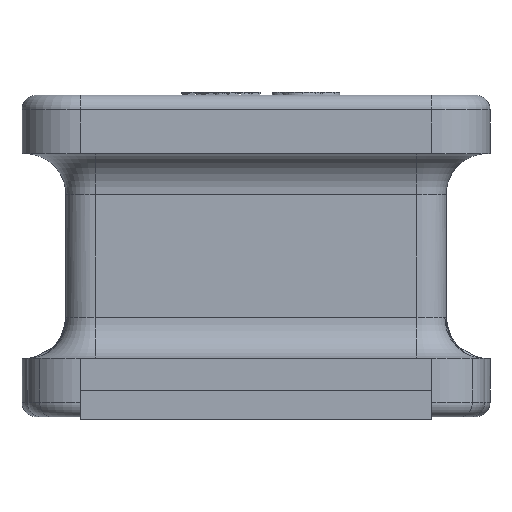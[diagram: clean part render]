
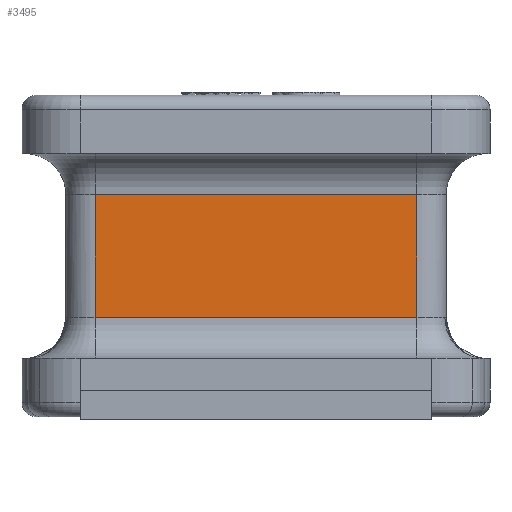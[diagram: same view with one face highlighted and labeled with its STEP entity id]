
A CAD part, left-side view. The second image highlights one B-rep face of the part: STEP entity #3495.
In plain terms, the highlighted planar face has unit normal (-1, 0, 0).
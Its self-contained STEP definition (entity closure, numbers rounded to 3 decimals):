
#3495=ADVANCED_FACE('',(#3496),#3530,.F.);
#3496=FACE_BOUND('',#3497,.T.);
#3497=EDGE_LOOP('',(#3498,#3508,#3516,#3524));
#3498=ORIENTED_EDGE('',*,*,#3499,.T.);
#3499=EDGE_CURVE('',#3500,#3502,#3504,.T.);
#3500=VERTEX_POINT('',#3501);
#3501=CARTESIAN_POINT('',(-0.85,0.55,0.77));
#3502=VERTEX_POINT('',#3503);
#3503=CARTESIAN_POINT('',(-0.85,0.55,0.35));
#3504=LINE('',#3505,#3506);
#3505=CARTESIAN_POINT('',(-0.85,0.55,0.91));
#3506=VECTOR('',#3507,1.0);
#3507=DIRECTION('',(0.0,0.0,-1.0));
#3508=ORIENTED_EDGE('',*,*,#3509,.T.);
#3509=EDGE_CURVE('',#3502,#3510,#3512,.T.);
#3510=VERTEX_POINT('',#3511);
#3511=CARTESIAN_POINT('',(-0.85,-0.55,0.35));
#3512=LINE('',#3513,#3514);
#3513=CARTESIAN_POINT('',(-0.85,-0.65,0.35));
#3514=VECTOR('',#3515,1.0);
#3515=DIRECTION('',(0.,-1.0,0.0));
#3516=ORIENTED_EDGE('',*,*,#3517,.T.);
#3517=EDGE_CURVE('',#3510,#3518,#3520,.T.);
#3518=VERTEX_POINT('',#3519);
#3519=CARTESIAN_POINT('',(-0.85,-0.55,0.77));
#3520=LINE('',#3521,#3522);
#3521=CARTESIAN_POINT('',(-0.85,-0.55,0.91));
#3522=VECTOR('',#3523,1.0);
#3523=DIRECTION('',(0.0,0.0,1.0));
#3524=ORIENTED_EDGE('',*,*,#3525,.T.);
#3525=EDGE_CURVE('',#3518,#3500,#3526,.T.);
#3526=LINE('',#3527,#3528);
#3527=CARTESIAN_POINT('',(-0.85,0.55,0.77));
#3528=VECTOR('',#3529,1.0);
#3529=DIRECTION('',(0.,1.0,0.0));
#3530=PLANE('',#3531);
#3531=AXIS2_PLACEMENT_3D('',#3532,#3533,#3534);
#3532=CARTESIAN_POINT('',(-0.85,-0.65,0.91));
#3533=DIRECTION('',(1.0,0.,0.0));
#3534=DIRECTION('',(0.0,0.0,-1.0));
